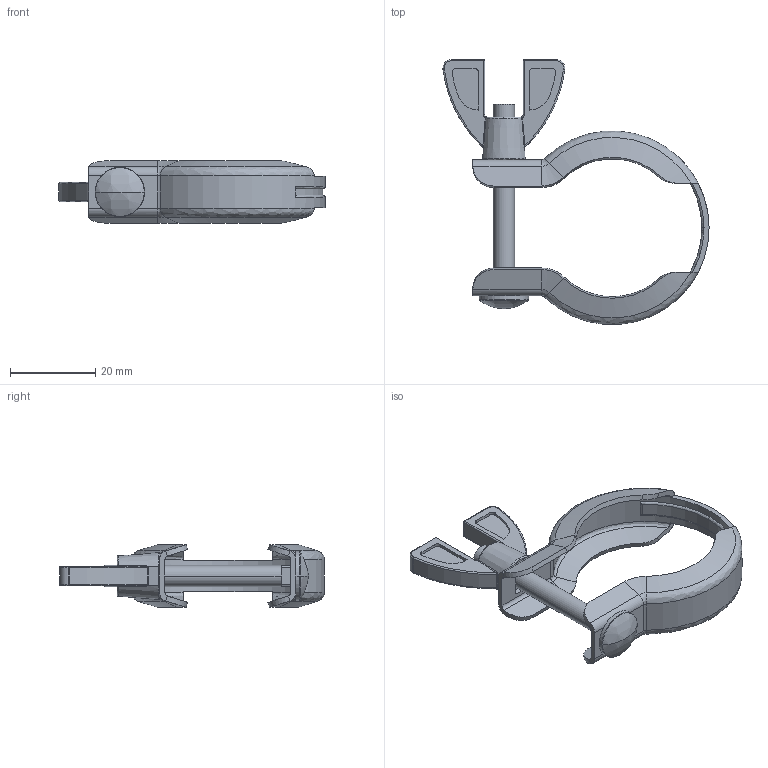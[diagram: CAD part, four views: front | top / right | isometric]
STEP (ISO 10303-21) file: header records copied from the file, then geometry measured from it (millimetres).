
FILE_DESCRIPTION (( 'STEP AP214' ), '1' );
FILE_NAME ('Hositrad_KF25-CPM.STEP', '2020-05-13T10:53:33', ( '' ), ( '' ), 'SwSTEP 2.0', 'SolidWorks 2020', '' );
FILE_SCHEMA (( 'AUTOMOTIVE_DESIGN' ));
Length unit declared in the file: millimetre
Products named in the file (1): Hositrad_KF25-CPM
Bounding box: 62.53 x 62.19 x 14.7 mm (x, y, z)
Volume: 6037.7 mm3; surface area: 7838.4 mm2
Topology: 4 solids, 4 shells, 259 faces, 620 edges, 372 vertices
Faces by surface type: cylinder 86, bspline 75, plane 70, cone 28
Entity records: 9069 total; most frequent: CARTESIAN_POINT 3427, ORIENTED_EDGE 1228, DIRECTION 1098, EDGE_CURVE 614, AXIS2_PLACEMENT_3D 431, VERTEX_POINT 372, EDGE_LOOP 272, ADVANCED_FACE 259
